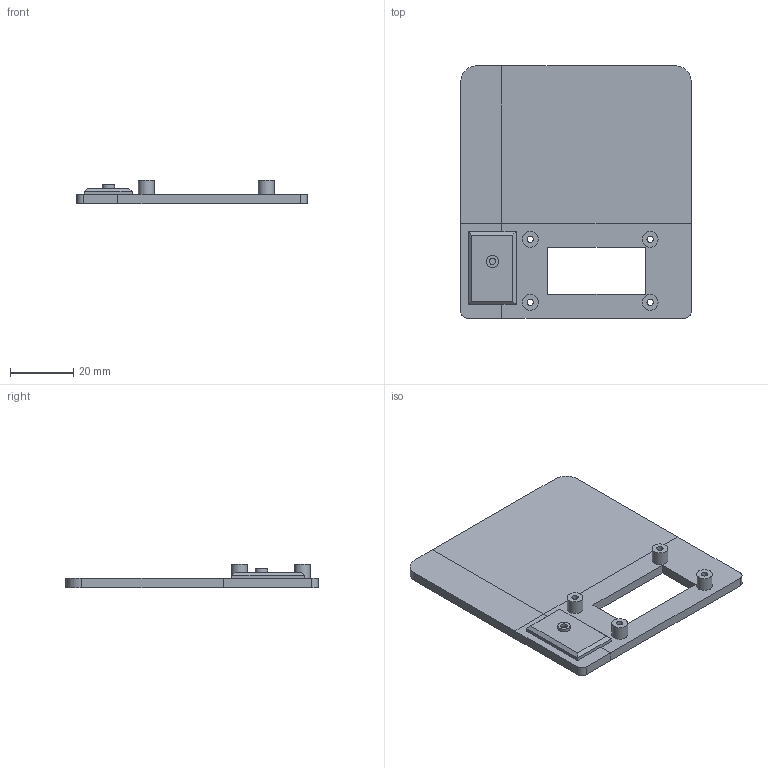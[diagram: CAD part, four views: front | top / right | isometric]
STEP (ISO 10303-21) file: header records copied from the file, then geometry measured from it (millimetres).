
FILE_DESCRIPTION(('FreeCAD Model'),'2;1');
FILE_NAME('Open CASCADE Shape Model','2025-12-08T16:09:08',('Author'),( ''),'Open CASCADE STEP processor 7.8','FreeCAD','Unknown');
FILE_SCHEMA(('AUTOMOTIVE_DESIGN { 1 0 10303 214 1 1 1 1 }'));
Length unit declared in the file: millimetre
Products named in the file (6): Fillet003; Fillet002; Fillet001; Extrude004; Chamfer; Extrude001
Bounding box: 73 x 80 x 7.5 mm (x, y, z)
Volume: 17002.7 mm3; surface area: 13935.4 mm2
Topology: 9 solids, 9 shells, 63 faces, 131 edges, 86 vertices
Faces by surface type: plane 44, cylinder 19
Full cylindrical faces by diameter (mm): 2 x10, 3.9 x1, 5 x4
Entity records: 3556 total; most frequent: DIRECTION 557, CARTESIAN_POINT 555, LINE 317, VECTOR 317, ORIENTED_EDGE 262, PCURVE 262, DEFINITIONAL_REPRESENTATION 262, EDGE_CURVE 131
